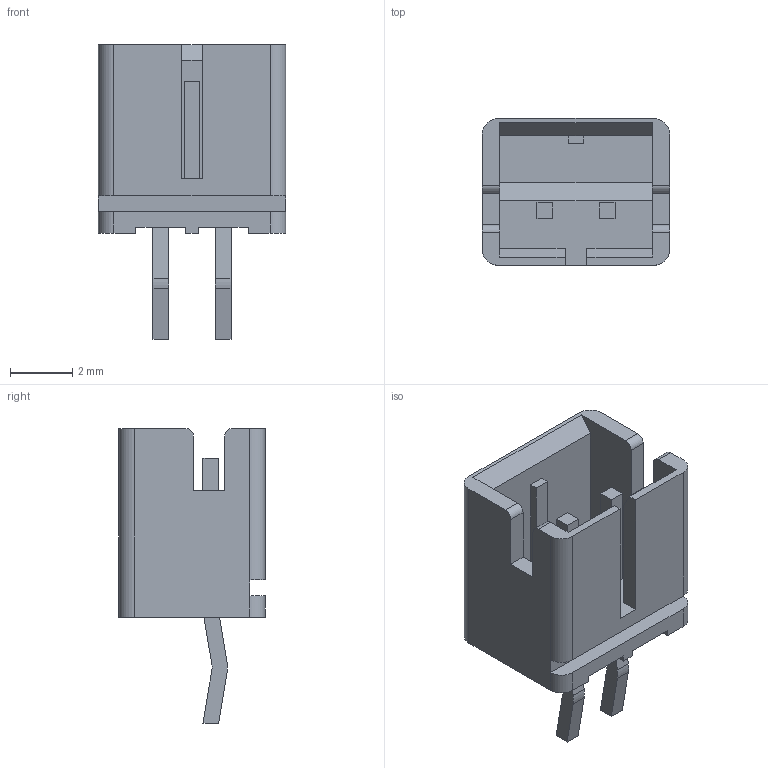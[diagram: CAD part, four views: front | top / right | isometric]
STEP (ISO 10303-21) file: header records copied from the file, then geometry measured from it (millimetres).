
FILE_DESCRIPTION(/* description */ (''),/* implementation_level */ '2;1');
FILE_NAME(/* name */ '5f45867c2fb9930f86a30657',/* time_stamp */ '2020-08-25T21:45:33+00:00',/* author */ (''),/* organization */ (''),/* preprocessor_version */ 'ST-DEVELOPER v16.7',/* originating_system */ $,/* authorisation */ $);
FILE_SCHEMA (('AUTOMOTIVE_DESIGN {1 0 10303 214 3 1 1}'));
Length unit declared in the file: metre
Products named in the file (1): C-6-440054-2
Bounding box: 6 x 4.7 x 9.45 mm (x, y, z)
Volume: 82.3 mm3; surface area: 291.2 mm2
Topology: 1 solids, 1 shells, 81 faces, 221 edges, 146 vertices
Faces by surface type: plane 67, cylinder 14
Entity records: 2759 total; most frequent: CARTESIAN_POINT 449, ORIENTED_EDGE 442, DIRECTION 413, EDGE_CURVE 221, LINE 193, VECTOR 193, VERTEX_POINT 146, AXIS2_PLACEMENT_3D 110
